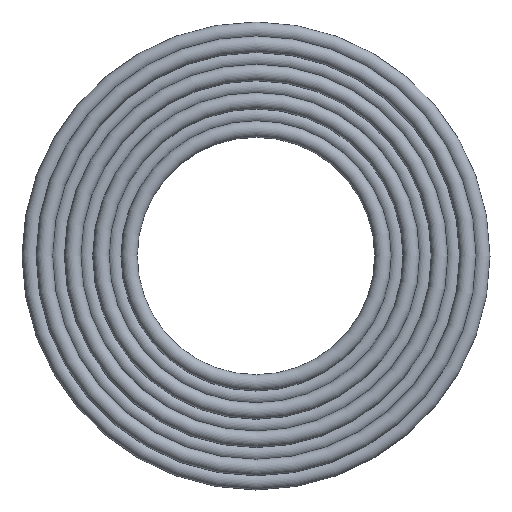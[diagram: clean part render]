
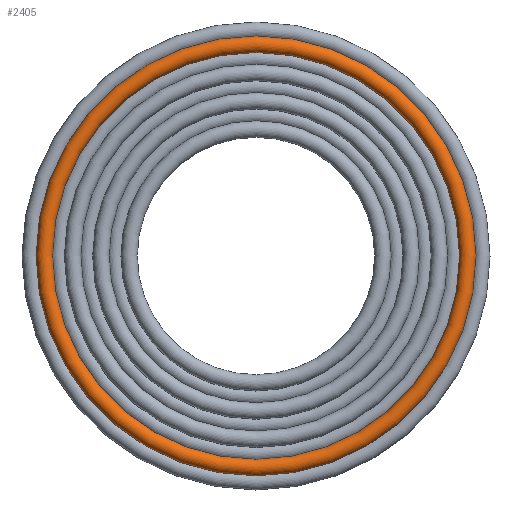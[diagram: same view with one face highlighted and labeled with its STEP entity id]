
A CAD part, front view. The second image highlights one B-rep face of the part: STEP entity #2405.
In plain terms, the highlighted toroidal (fillet/blend) face has major radius 7.133 mm and minor radius 0.275 mm.
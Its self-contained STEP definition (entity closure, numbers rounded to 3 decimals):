
#149=FACE_OUTER_BOUND('',#337,.T.);
#337=EDGE_LOOP('',(#1849,#1850,#1851,#1852));
#652=CIRCLE('',#2874,7.371);
#654=CIRCLE('',#2877,7.133);
#655=CIRCLE('',#2878,0.275);
#901=VERTEX_POINT('',#4697);
#902=VERTEX_POINT('',#4701);
#1216=EDGE_CURVE('',#901,#901,#652,.T.);
#1218=EDGE_CURVE('',#902,#902,#654,.T.);
#1219=EDGE_CURVE('',#902,#901,#655,.T.);
#1849=ORIENTED_EDGE('',*,*,#1218,.F.);
#1850=ORIENTED_EDGE('',*,*,#1219,.T.);
#1851=ORIENTED_EDGE('',*,*,#1216,.T.);
#1852=ORIENTED_EDGE('',*,*,#1219,.F.);
#2217=TOROIDAL_SURFACE('',#2876,7.133,0.275);
#2405=ADVANCED_FACE('',(#149),#2217,.T.);
#2874=AXIS2_PLACEMENT_3D('',#4698,#3823,#3824);
#2876=AXIS2_PLACEMENT_3D('',#4700,#3827,#3828);
#2877=AXIS2_PLACEMENT_3D('',#4702,#3829,#3830);
#2878=AXIS2_PLACEMENT_3D('',#4703,#3831,#3832);
#3823=DIRECTION('center_axis',(0.,-1.,0.));
#3824=DIRECTION('ref_axis',(1.,0.,0.));
#3827=DIRECTION('center_axis',(0.,-1.,0.));
#3828=DIRECTION('ref_axis',(0.,0.,-1.));
#3829=DIRECTION('center_axis',(0.,-1.,0.));
#3830=DIRECTION('ref_axis',(1.,0.,0.));
#3831=DIRECTION('center_axis',(-1.,0.,0.));
#3832=DIRECTION('ref_axis',(0.,0.,1.));
#4697=CARTESIAN_POINT('',(0.,0.412,7.371));
#4698=CARTESIAN_POINT('Origin',(0.,0.412,0.));
#4700=CARTESIAN_POINT('Origin',(0.,0.275,0.));
#4701=CARTESIAN_POINT('',(0.,0.55,7.133));
#4702=CARTESIAN_POINT('Origin',(0.,0.55,0.));
#4703=CARTESIAN_POINT('Origin',(0.,0.275,7.133));
